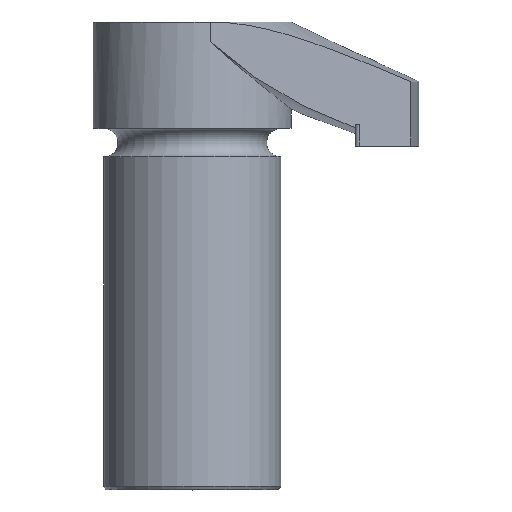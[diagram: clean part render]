
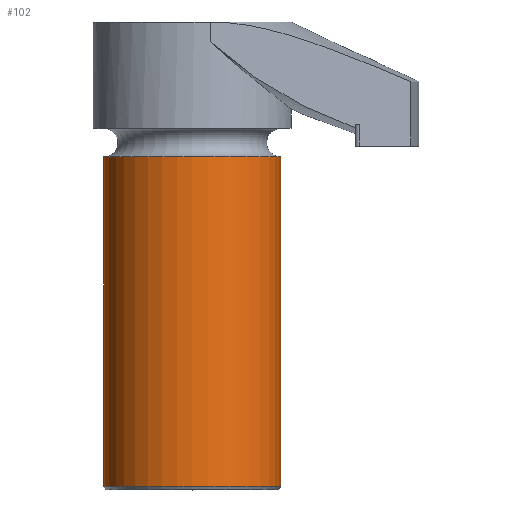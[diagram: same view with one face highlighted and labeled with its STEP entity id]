
A CAD part, top view. The second image highlights one B-rep face of the part: STEP entity #102.
In plain terms, the highlighted cylindrical face has radius 12.5 mm (diameter 25 mm), a full revolution.
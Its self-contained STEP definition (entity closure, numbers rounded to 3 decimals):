
#102 = ADVANCED_FACE( '', ( #213, #214 ), #215, .T. );
#213 = FACE_OUTER_BOUND( '', #319, .T. );
#214 = FACE_OUTER_BOUND( '', #320, .T. );
#215 = CYLINDRICAL_SURFACE( '', #321, 12.5 );
#319 = EDGE_LOOP( '', ( #519 ) );
#320 = EDGE_LOOP( '', ( #520 ) );
#321 = AXIS2_PLACEMENT_3D( '', #521, #522, #523 );
#519 = ORIENTED_EDGE( '', *, *, #566, .F. );
#520 = ORIENTED_EDGE( '', *, *, #609, .T. );
#521 = CARTESIAN_POINT( '', ( 0., 0., 0. ) );
#522 = DIRECTION( '', ( 0., 1., 0. ) );
#523 = DIRECTION( '', ( 0., 0., -1. ) );
#566 = EDGE_CURVE( '', #659, #659, #660, .T. );
#609 = EDGE_CURVE( '', #721, #721, #722, .T. );
#659 = VERTEX_POINT( '', #794 );
#660 = CIRCLE( '', #795, 12.5 );
#721 = VERTEX_POINT( '', #984 );
#722 = CIRCLE( '', #985, 12.5 );
#794 = CARTESIAN_POINT( '', ( 0., 0.5, -12.5 ) );
#795 = AXIS2_PLACEMENT_3D( '', #1033, #1034, #1035 );
#984 = CARTESIAN_POINT( '', ( 0., 47., -12.5 ) );
#985 = AXIS2_PLACEMENT_3D( '', #1087, #1088, #1089 );
#1033 = CARTESIAN_POINT( '', ( 0., 0.5, 0. ) );
#1034 = DIRECTION( '', ( 0., -1., 0. ) );
#1035 = DIRECTION( '', ( 0., 0., -1. ) );
#1087 = CARTESIAN_POINT( '', ( 0., 47., 0. ) );
#1088 = DIRECTION( '', ( 0., -1., 0. ) );
#1089 = DIRECTION( '', ( 0., 0., -1. ) );
